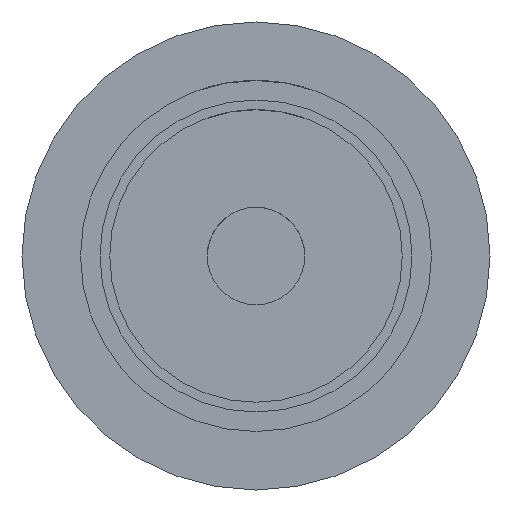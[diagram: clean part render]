
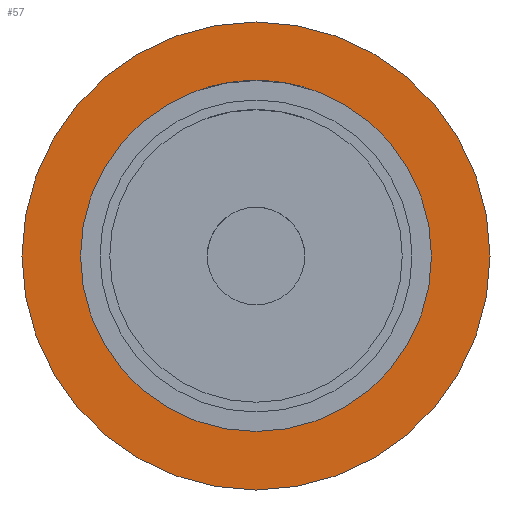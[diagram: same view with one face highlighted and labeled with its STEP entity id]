
A CAD part, left-side view. The second image highlights one B-rep face of the part: STEP entity #57.
In plain terms, the highlighted planar face has unit normal (-1, 0, 0).
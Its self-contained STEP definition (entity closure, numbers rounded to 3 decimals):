
#21=PLANE('',#842);
#35=FACE_BOUND('',#154,.F.);
#57=ADVANCED_FACE('',(#35,#103),#21,.T.);
#103=FACE_OUTER_BOUND('',#155,.F.);
#154=EDGE_LOOP('',(#256,#257));
#155=EDGE_LOOP('',(#258,#259));
#256=ORIENTED_EDGE('',*,*,#584,.T.);
#257=ORIENTED_EDGE('',*,*,#590,.T.);
#258=ORIENTED_EDGE('',*,*,#604,.F.);
#259=ORIENTED_EDGE('',*,*,#596,.F.);
#584=EDGE_CURVE('',#716,#715,#661,.T.);
#590=EDGE_CURVE('',#715,#716,#663,.T.);
#596=EDGE_CURVE('',#708,#707,#669,.T.);
#604=EDGE_CURVE('',#707,#708,#673,.T.);
#661=CIRCLE('',#798,9.002);
#663=CIRCLE('',#800,9.002);
#669=CIRCLE('',#806,12.002);
#673=CIRCLE('',#810,12.002);
#707=VERTEX_POINT('',#1118);
#708=VERTEX_POINT('',#1119);
#715=VERTEX_POINT('',#1126);
#716=VERTEX_POINT('',#1127);
#798=AXIS2_PLACEMENT_3D('',#1494,#910,#911);
#800=AXIS2_PLACEMENT_3D('',#1500,#918,#919);
#806=AXIS2_PLACEMENT_3D('',#1506,#930,#931);
#810=AXIS2_PLACEMENT_3D('',#1514,#942,#943);
#842=AXIS2_PLACEMENT_3D('',#1572,#1032,#1033);
#910=DIRECTION('',(-1.,0.,0.));
#911=DIRECTION('',(0.,-1.,0.));
#918=DIRECTION('',(-1.,0.,0.));
#919=DIRECTION('',(0.,1.,0.));
#930=DIRECTION('',(-1.,0.,0.));
#931=DIRECTION('',(0.,1.,0.));
#942=DIRECTION('',(-1.,0.,0.));
#943=DIRECTION('',(0.,-1.,0.));
#1032=DIRECTION('',(-1.,0.,0.));
#1033=DIRECTION('',(0.,0.,1.));
#1118=CARTESIAN_POINT('',(139.4,-12.002,0.));
#1119=CARTESIAN_POINT('',(139.4,12.002,0.));
#1126=CARTESIAN_POINT('',(139.4,9.002,0.));
#1127=CARTESIAN_POINT('',(139.4,-9.002,0.));
#1494=CARTESIAN_POINT('',(139.4,0.,0.));
#1500=CARTESIAN_POINT('',(139.4,0.,0.));
#1506=CARTESIAN_POINT('',(139.4,0.,0.));
#1514=CARTESIAN_POINT('',(139.4,0.,0.));
#1572=CARTESIAN_POINT('',(139.4,-12.242,-12.242));
